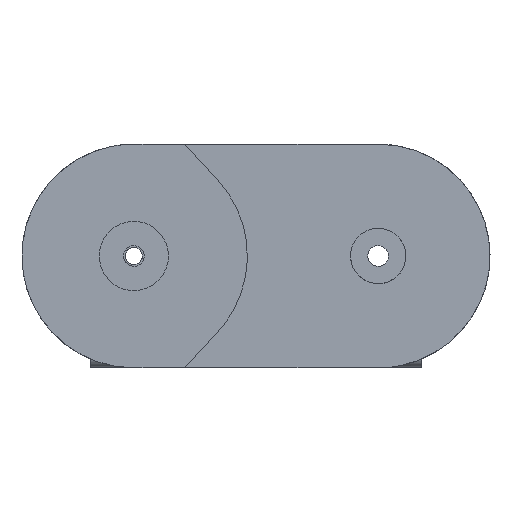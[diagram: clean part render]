
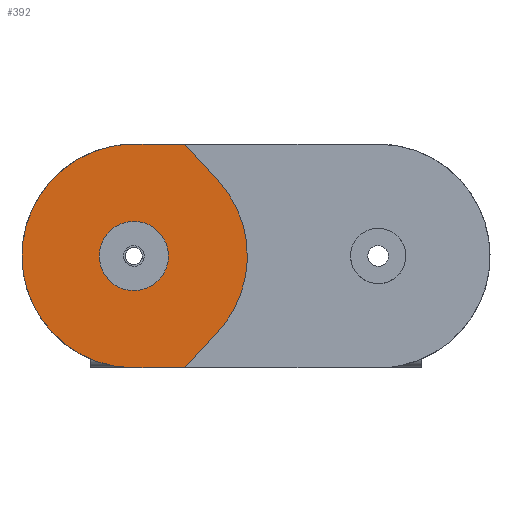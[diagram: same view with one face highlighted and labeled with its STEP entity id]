
A CAD part, front view. The second image highlights one B-rep face of the part: STEP entity #392.
In plain terms, the highlighted planar face has unit normal (0, -1, 0).
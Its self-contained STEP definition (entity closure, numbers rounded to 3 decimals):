
#136=FACE_BOUND('',#1252,.T.);
#392=ADVANCED_FACE('',(#804,#136),#6652,.T.);
#804=FACE_OUTER_BOUND('',#1251,.T.);
#1251=EDGE_LOOP('',(#2655,#2656,#2657,#2658,#2659,#2660));
#1252=EDGE_LOOP('',(#2661,#2662));
#2655=ORIENTED_EDGE('',*,*,#4238,.T.);
#2656=ORIENTED_EDGE('',*,*,#4200,.F.);
#2657=ORIENTED_EDGE('',*,*,#4197,.F.);
#2658=ORIENTED_EDGE('',*,*,#4191,.F.);
#2659=ORIENTED_EDGE('',*,*,#4235,.F.);
#2660=ORIENTED_EDGE('',*,*,#4243,.F.);
#2661=ORIENTED_EDGE('',*,*,#4244,.F.);
#2662=ORIENTED_EDGE('',*,*,#4218,.F.);
#4191=EDGE_CURVE('',#6170,#6171,#5123,.T.);
#4197=EDGE_CURVE('',#6171,#6176,#5664,.T.);
#4200=EDGE_CURVE('',#6176,#6179,#5130,.T.);
#4218=EDGE_CURVE('',#6191,#6192,#5666,.T.);
#4235=EDGE_CURVE('',#6203,#6170,#5161,.T.);
#4238=EDGE_CURVE('',#6204,#6179,#5164,.T.);
#4243=EDGE_CURVE('',#6204,#6203,#5168,.T.);
#4244=EDGE_CURVE('',#6192,#6191,#5169,.T.);
#5123=B_SPLINE_CURVE_WITH_KNOTS('',1,(#10758,#10759),.UNSPECIFIED.,.F.,
 .F.,(2,2),(0.,14.801),.UNSPECIFIED.);
#5130=B_SPLINE_CURVE_WITH_KNOTS('',1,(#10779,#10780),.UNSPECIFIED.,.F.,
 .F.,(2,2),(0.,14.801),.UNSPECIFIED.);
#5161=B_SPLINE_CURVE_WITH_KNOTS('',3,(#11055,#11056,#11057,#11058),
 .UNSPECIFIED.,.F.,.F.,(4,4),(4.957,6.319),
 .UNSPECIFIED.);
#5164=B_SPLINE_CURVE_WITH_KNOTS('',3,(#11065,#11066,#11067,#11068),
 .UNSPECIFIED.,.F.,.F.,(4,4),(0.,1.362),.UNSPECIFIED.);
#5168=B_SPLINE_CURVE_WITH_KNOTS('',3,(#11082,#11083,#11084,#11085,#11086,
#11087,#11088,#11089,#11090,#11091,#11092,#11093,#11094,#11095,#11096,#11097,
#11098,#11099),.UNSPECIFIED.,.F.,.F.,(4,2,2,2,2,2,2,2,4),(0.,0.62,
1.239,1.859,2.478,3.098,3.717,
4.337,4.957),.UNSPECIFIED.);
#5169=B_SPLINE_CURVE_WITH_KNOTS('',3,(#11100,#11101,#11102,#11103,#11104,
#11105,#11106,#11107,#11108,#11109,#11110,#11111,#11112,#11113,#11114,#11115,
#11116,#11117,#11118,#11119,#11120,#11121,#11122,#11123,#11124,#11125,#11126,
#11127,#11128,#11129,#11130,#11131,#11132,#11133),.UNSPECIFIED.,.F.,.F.,
(4,2,2,2,2,2,2,2,2,2,2,2,2,2,2,2,4),(0.,0.157,0.314,
0.471,0.628,0.785,0.942,
1.1,1.257,1.414,1.571,1.728,
1.885,2.042,2.199,2.356,2.513),
 .UNSPECIFIED.);
#5664=(
BOUNDED_CURVE()
B_SPLINE_CURVE(2,(#10770,#10771,#10772,#10773,#10774),.UNSPECIFIED.,.F.,
 .F.)
B_SPLINE_CURVE_WITH_KNOTS((3,2,3),(50.748,55.853,60.958),
 .UNSPECIFIED.)
CURVE()
GEOMETRIC_REPRESENTATION_ITEM()
RATIONAL_B_SPLINE_CURVE((1.,0.707,1.,0.707,1.))
REPRESENTATION_ITEM('')
);
#5666=(
BOUNDED_CURVE()
B_SPLINE_CURVE(2,(#10871,#10872,#10873,#10874,#10875),.UNSPECIFIED.,.F.,
 .F.)
B_SPLINE_CURVE_WITH_KNOTS((3,2,3),(2.513,3.77,5.027),
 .UNSPECIFIED.)
CURVE()
GEOMETRIC_REPRESENTATION_ITEM()
RATIONAL_B_SPLINE_CURVE((1.,0.707,1.,0.707,1.))
REPRESENTATION_ITEM('')
);
#6170=VERTEX_POINT('',#10506);
#6171=VERTEX_POINT('',#10507);
#6176=VERTEX_POINT('',#10512);
#6179=VERTEX_POINT('',#10515);
#6191=VERTEX_POINT('',#10527);
#6192=VERTEX_POINT('',#10528);
#6203=VERTEX_POINT('',#10539);
#6204=VERTEX_POINT('',#10540);
#6652=PLANE('',#7084);
#7084=AXIS2_PLACEMENT_3D('',#10370,#7345,$);
#7345=DIRECTION('',(0.,-1.,0.));
#10370=CARTESIAN_POINT('',(-0.049,-145.62,-39.001));
#10506=CARTESIAN_POINT('',(-24.799,-145.62,-32.5));
#10507=CARTESIAN_POINT('',(-39.6,-145.62,-32.5));
#10512=CARTESIAN_POINT('',(-39.6,-145.62,32.5));
#10515=CARTESIAN_POINT('',(-24.799,-145.62,32.5));
#10527=CARTESIAN_POINT('',(-45.789,-145.62,-5.07));
#10528=CARTESIAN_POINT('',(-33.411,-145.62,5.07));
#10539=CARTESIAN_POINT('',(-15.6,-145.62,-22.45));
#10540=CARTESIAN_POINT('',(-15.6,-145.62,22.45));
#10758=CARTESIAN_POINT('',(-24.799,-145.62,-32.5));
#10759=CARTESIAN_POINT('',(-39.6,-145.62,-32.5));
#10770=CARTESIAN_POINT('',(-39.6,-145.62,-32.5));
#10771=CARTESIAN_POINT('',(-72.1,-145.62,-32.5));
#10772=CARTESIAN_POINT('',(-72.1,-145.62,0.));
#10773=CARTESIAN_POINT('',(-72.1,-145.62,32.5));
#10774=CARTESIAN_POINT('',(-39.6,-145.62,32.5));
#10779=CARTESIAN_POINT('',(-39.6,-145.62,32.5));
#10780=CARTESIAN_POINT('',(-24.799,-145.62,32.5));
#10871=CARTESIAN_POINT('',(-45.789,-145.62,-5.07));
#10872=CARTESIAN_POINT('',(-40.719,-145.62,-11.258));
#10873=CARTESIAN_POINT('',(-34.53,-145.62,-6.189));
#10874=CARTESIAN_POINT('',(-28.342,-145.62,-1.119));
#10875=CARTESIAN_POINT('',(-33.411,-145.62,5.07));
#11055=CARTESIAN_POINT('',(-15.6,-145.62,-22.45));
#11056=CARTESIAN_POINT('',(-18.666,-145.62,-25.8));
#11057=CARTESIAN_POINT('',(-21.733,-145.62,-29.15));
#11058=CARTESIAN_POINT('',(-24.799,-145.62,-32.5));
#11065=CARTESIAN_POINT('',(-15.6,-145.62,22.45));
#11066=CARTESIAN_POINT('',(-18.666,-145.62,25.8));
#11067=CARTESIAN_POINT('',(-21.733,-145.62,29.15));
#11068=CARTESIAN_POINT('',(-24.799,-145.62,32.5));
#11082=CARTESIAN_POINT('',(-15.6,-145.62,22.45));
#11083=CARTESIAN_POINT('',(-14.308,-145.62,21.097));
#11084=CARTESIAN_POINT('',(-13.087,-145.62,19.584));
#11085=CARTESIAN_POINT('',(-10.891,-145.62,16.262));
#11086=CARTESIAN_POINT('',(-9.915,-145.62,14.452));
#11087=CARTESIAN_POINT('',(-8.306,-145.62,10.599));
#11088=CARTESIAN_POINT('',(-7.673,-145.62,8.557));
#11089=CARTESIAN_POINT('',(-6.82,-145.62,4.343));
#11090=CARTESIAN_POINT('',(-6.6,-145.62,2.171));
#11091=CARTESIAN_POINT('',(-6.6,-145.62,-2.171));
#11092=CARTESIAN_POINT('',(-6.82,-145.62,-4.343));
#11093=CARTESIAN_POINT('',(-7.673,-145.62,-8.557));
#11094=CARTESIAN_POINT('',(-8.306,-145.62,-10.599));
#11095=CARTESIAN_POINT('',(-9.915,-145.62,-14.452));
#11096=CARTESIAN_POINT('',(-10.891,-145.62,-16.262));
#11097=CARTESIAN_POINT('',(-13.087,-145.62,-19.584));
#11098=CARTESIAN_POINT('',(-14.308,-145.62,-21.097));
#11099=CARTESIAN_POINT('',(-15.6,-145.62,-22.45));
#11100=CARTESIAN_POINT('',(-33.411,-145.62,5.07));
#11101=CARTESIAN_POINT('',(-33.71,-145.62,5.434));
#11102=CARTESIAN_POINT('',(-34.052,-145.62,5.786));
#11103=CARTESIAN_POINT('',(-34.822,-145.62,6.436));
#11104=CARTESIAN_POINT('',(-35.249,-145.62,6.734));
#11105=CARTESIAN_POINT('',(-36.175,-145.62,7.249));
#11106=CARTESIAN_POINT('',(-36.673,-145.62,7.465));
#11107=CARTESIAN_POINT('',(-37.715,-145.62,7.794));
#11108=CARTESIAN_POINT('',(-38.259,-145.62,7.906));
#11109=CARTESIAN_POINT('',(-39.358,-145.62,8.015));
#11110=CARTESIAN_POINT('',(-39.913,-145.62,8.013));
#11111=CARTESIAN_POINT('',(-41.,-145.62,7.895));
#11112=CARTESIAN_POINT('',(-41.531,-145.62,7.781));
#11113=CARTESIAN_POINT('',(-42.54,-145.62,7.459));
#11114=CARTESIAN_POINT('',(-43.018,-145.62,7.251));
#11115=CARTESIAN_POINT('',(-43.9,-145.62,6.765));
#11116=CARTESIAN_POINT('',(-44.305,-145.62,6.487));
#11117=CARTESIAN_POINT('',(-45.034,-145.62,5.89));
#11118=CARTESIAN_POINT('',(-45.386,-145.62,5.548));
#11119=CARTESIAN_POINT('',(-46.036,-145.62,4.778));
#11120=CARTESIAN_POINT('',(-46.334,-145.62,4.351));
#11121=CARTESIAN_POINT('',(-46.849,-145.62,3.425));
#11122=CARTESIAN_POINT('',(-47.065,-145.62,2.927));
#11123=CARTESIAN_POINT('',(-47.394,-145.62,1.885));
#11124=CARTESIAN_POINT('',(-47.506,-145.62,1.341));
#11125=CARTESIAN_POINT('',(-47.615,-145.62,0.242));
#11126=CARTESIAN_POINT('',(-47.613,-145.62,-0.313));
#11127=CARTESIAN_POINT('',(-47.495,-145.62,-1.4));
#11128=CARTESIAN_POINT('',(-47.381,-145.62,-1.931));
#11129=CARTESIAN_POINT('',(-47.059,-145.62,-2.94));
#11130=CARTESIAN_POINT('',(-46.851,-145.62,-3.418));
#11131=CARTESIAN_POINT('',(-46.365,-145.62,-4.3));
#11132=CARTESIAN_POINT('',(-46.087,-145.62,-4.705));
#11133=CARTESIAN_POINT('',(-45.789,-145.62,-5.07));
